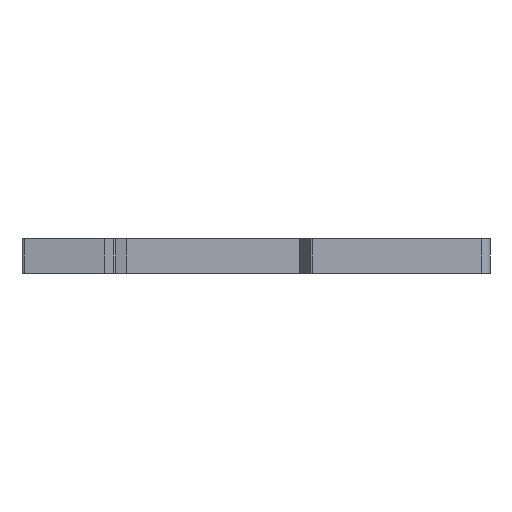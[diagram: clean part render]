
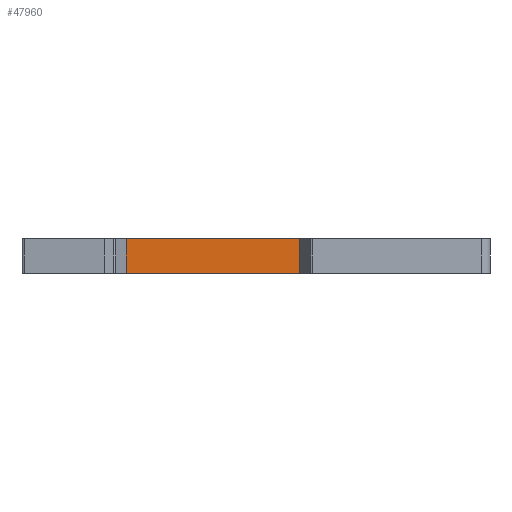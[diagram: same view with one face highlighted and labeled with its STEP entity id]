
A CAD part, front view. The second image highlights one B-rep face of the part: STEP entity #47960.
In plain terms, the highlighted planar face has unit normal (0, -1, 0).
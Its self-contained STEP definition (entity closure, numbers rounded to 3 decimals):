
#13700=CARTESIAN_POINT('',(2.5,0.,0.));
#13710=VERTEX_POINT('',#13700);
#13740=CARTESIAN_POINT('',(-118.434,0.,0.));
#13750=DIRECTION('',(-1.,0.,0.));
#13760=VECTOR('',#13750,1.);
#13770=LINE('',#13740,#13760);
#13780=CARTESIAN_POINT('',(-30.5,0.,0.));
#13790=VERTEX_POINT('',#13780);
#13800=EDGE_CURVE('',#13710,#13790,#13770,.T.);
#22660=CARTESIAN_POINT('',(2.5,0.,-6.2));
#22670=VERTEX_POINT('',#22660);
#37960=CARTESIAN_POINT('',(-30.5,0.,-6.2));
#37970=VERTEX_POINT('',#37960);
#38000=CARTESIAN_POINT('',(-118.434,0.,-6.2));
#38010=DIRECTION('',(1.,0.,0.));
#38020=VECTOR('',#38010,1.);
#38030=LINE('',#38000,#38020);
#38040=EDGE_CURVE('',#37970,#22670,#38030,.T.);
#44890=CARTESIAN_POINT('',(-30.5,0.,
2.964));
#44900=DIRECTION('',(0.,0.,-1.));
#44910=VECTOR('',#44900,1.);
#44920=LINE('',#44890,#44910);
#44930=EDGE_CURVE('',#13790,#37970,#44920,.T.);
#47800=CARTESIAN_POINT('',(2.5,0.,0.));
#47810=DIRECTION('',(0.,1.,0.));
#47820=DIRECTION('',(1.,0.,0.));
#47830=AXIS2_PLACEMENT_3D('',#47800,#47810,#47820);
#47840=PLANE('',#47830);
#47850=CARTESIAN_POINT('',(2.5,0.,2.964));
#47860=DIRECTION('',(0.,0.,-1.));
#47870=VECTOR('',#47860,1.);
#47880=LINE('',#47850,#47870);
#47890=EDGE_CURVE('',#13710,#22670,#47880,.T.);
#47900=ORIENTED_EDGE('',*,*,#47890,.F.);
#47910=ORIENTED_EDGE('',*,*,#38040,.T.);
#47920=ORIENTED_EDGE('',*,*,#44930,.T.);
#47930=ORIENTED_EDGE('',*,*,#13800,.T.);
#47940=EDGE_LOOP('',(#47930,#47920,#47910,#47900));
#47950=FACE_OUTER_BOUND('',#47940,.T.);
#47960=ADVANCED_FACE('',(#47950),#47840,.F.);
